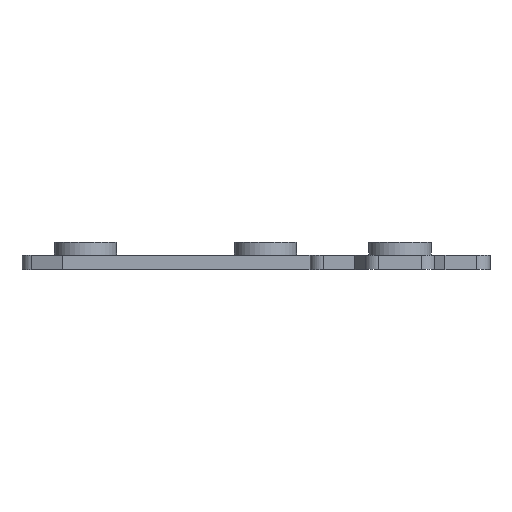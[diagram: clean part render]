
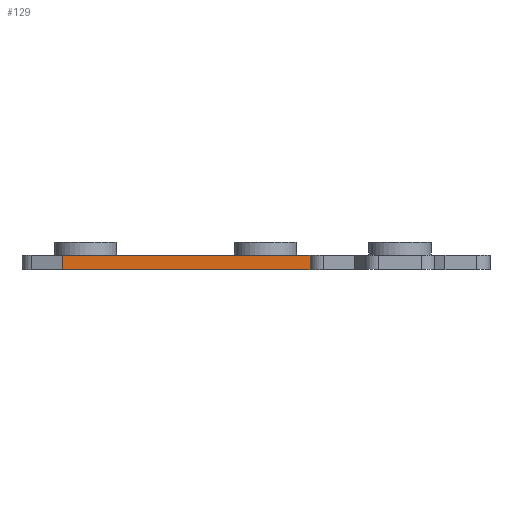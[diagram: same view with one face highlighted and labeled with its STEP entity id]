
A CAD part, front view. The second image highlights one B-rep face of the part: STEP entity #129.
In plain terms, the highlighted planar face has unit normal (0, -1, 0).
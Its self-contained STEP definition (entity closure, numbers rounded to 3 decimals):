
#23 = EDGE_CURVE ( 'NONE', #2001, #1221, #1588, .T. ) ;
#129 = ADVANCED_FACE ( 'NONE', ( #429 ), #2011, .F. ) ;
#152 = VECTOR ( 'NONE', #466, 1000. ) ;
#207 = CARTESIAN_POINT ( 'NONE',  ( -10., -5., 1.6 ) ) ;
#317 = DIRECTION ( 'NONE',  ( 0., 0., -1. ) ) ;
#418 = ORIENTED_EDGE ( 'NONE', *, *, #1439, .F. ) ;
#429 = FACE_OUTER_BOUND ( 'NONE', #1129, .T. ) ;
#449 = CARTESIAN_POINT ( 'NONE',  ( -37.5, -5., 1.6 ) ) ;
#466 = DIRECTION ( 'NONE',  ( 1., 0., 0. ) ) ;
#515 = CARTESIAN_POINT ( 'NONE',  ( -37.5, -5., 0. ) ) ;
#558 = LINE ( 'NONE', #1762, #152 ) ;
#768 = LINE ( 'NONE', #1265, #2048 ) ;
#789 = CARTESIAN_POINT ( 'NONE',  ( -10., -5., 0. ) ) ;
#916 = AXIS2_PLACEMENT_3D ( 'NONE', #2020, #1857, #1847 ) ;
#1030 = EDGE_CURVE ( 'NONE', #1221, #1398, #558, .T. ) ;
#1063 = LINE ( 'NONE', #1491, #1893 ) ;
#1129 = EDGE_LOOP ( 'NONE', ( #1213, #418, #1716, #1755 ) ) ;
#1213 = ORIENTED_EDGE ( 'NONE', *, *, #1030, .T. ) ;
#1221 = VERTEX_POINT ( 'NONE', #515 ) ;
#1265 = CARTESIAN_POINT ( 'NONE',  ( -10., -5., 1.6 ) ) ;
#1398 = VERTEX_POINT ( 'NONE', #789 ) ;
#1439 = EDGE_CURVE ( 'NONE', #1910, #1398, #768, .T. ) ;
#1491 = CARTESIAN_POINT ( 'NONE',  ( -10., -5., 1.6 ) ) ;
#1588 = LINE ( 'NONE', #449, #2058 ) ;
#1704 = EDGE_CURVE ( 'NONE', #2001, #1910, #1063, .T. ) ;
#1716 = ORIENTED_EDGE ( 'NONE', *, *, #1704, .F. ) ;
#1721 = CARTESIAN_POINT ( 'NONE',  ( -37.5, -5., 1.6 ) ) ;
#1755 = ORIENTED_EDGE ( 'NONE', *, *, #23, .T. ) ;
#1762 = CARTESIAN_POINT ( 'NONE',  ( -10., -5., 0. ) ) ;
#1836 = DIRECTION ( 'NONE',  ( 1., 0., 0. ) ) ;
#1847 = DIRECTION ( 'NONE',  ( -1., 0., 0. ) ) ;
#1857 = DIRECTION ( 'NONE',  ( 0., 1., 0. ) ) ;
#1893 = VECTOR ( 'NONE', #1836, 1000. ) ;
#1910 = VERTEX_POINT ( 'NONE', #207 ) ;
#2001 = VERTEX_POINT ( 'NONE', #1721 ) ;
#2011 = PLANE ( 'NONE',  #916 ) ;
#2020 = CARTESIAN_POINT ( 'NONE',  ( -10., -5., 1.6 ) ) ;
#2048 = VECTOR ( 'NONE', #2136, 1000. ) ;
#2058 = VECTOR ( 'NONE', #317, 1000. ) ;
#2136 = DIRECTION ( 'NONE',  ( 0., 0., -1. ) ) ;
